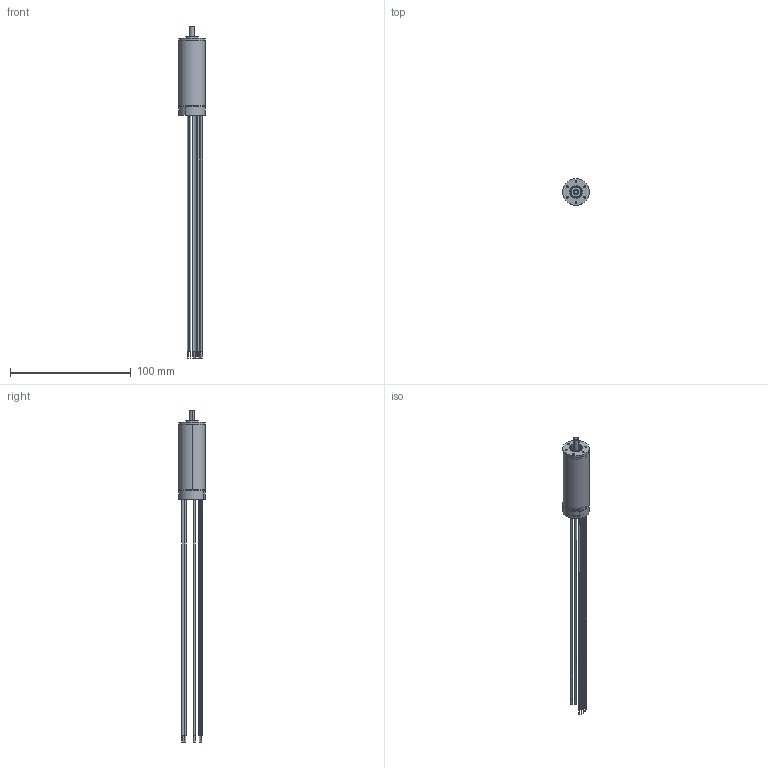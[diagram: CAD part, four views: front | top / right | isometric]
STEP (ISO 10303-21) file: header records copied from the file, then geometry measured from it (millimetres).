
FILE_DESCRIPTION((''),'2;1');
FILE_NAME('4611180000625_SW0001','2023-08-02T13:04:54',('ms27786'),(''),'CREO PARAMETRIC BY PTC INC, 2018100','CREO PARAMETRIC BY PTC INC, 2018100','');
FILE_SCHEMA(('CONFIG_CONTROL_DESIGN'));
Length unit declared in the file: millimetre
Products named in the file (1): 4611180000625_SW0001
Bounding box: 22 x 22 x 274.55 mm (x, y, z)
Volume: 7936.4 mm3; surface area: 19275.3 mm2
Topology: 3 solids, 4 shells, 301 faces, 680 edges, 432 vertices
Faces by surface type: cylinder 176, plane 69, cone 30, torus 26
Entity records: 8661 total; most frequent: DIRECTION 1704, CARTESIAN_POINT 1446, ORIENTED_EDGE 1336, AXIS2_PLACEMENT_3D 739, EDGE_CURVE 668, CIRCLE 438, VERTEX_POINT 432, EDGE_LOOP 394
